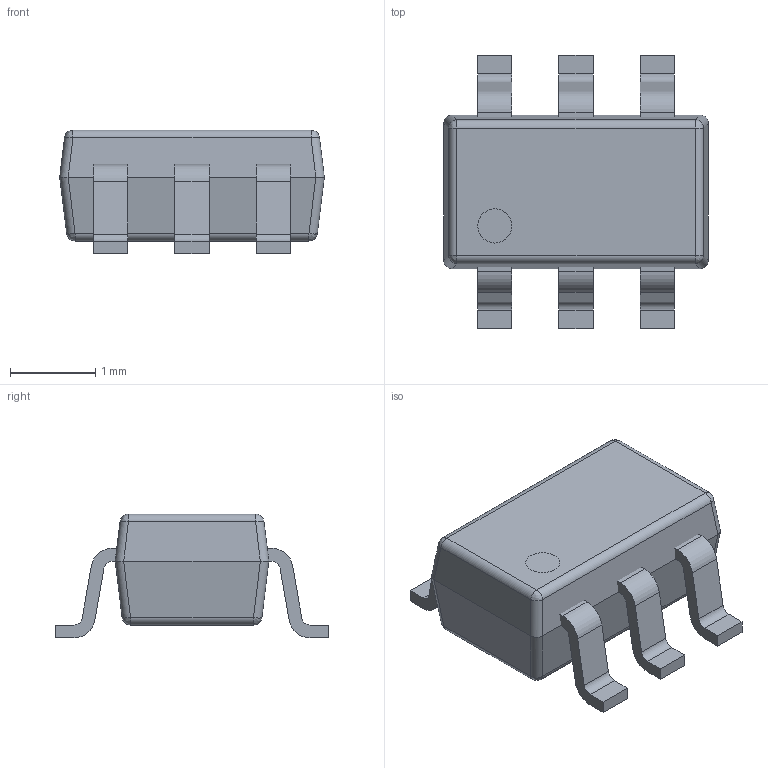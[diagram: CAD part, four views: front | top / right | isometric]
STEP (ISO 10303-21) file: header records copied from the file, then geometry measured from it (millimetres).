
FILE_DESCRIPTION (( 'STEP AP214' ), '1' );
FILE_NAME ('‎74LVC1G07SE-7.STEP', '2021-05-07T19:26:30', ( '' ), ( '' ), 'SwSTEP 2.0', 'SolidWorks 2019', '' );
FILE_SCHEMA (( 'AUTOMOTIVE_DESIGN' ));
Length unit declared in the file: millimetre
Products named in the file (1): ‎74LVC1G07SE-7
Bounding box: 3.1 x 3.2 x 1.45 mm (x, y, z)
Volume: 7.3 mm3; surface area: 32.6 mm2
Topology: 7 solids, 7 shells, 119 faces, 290 edges, 178 vertices
Faces by surface type: plane 71, cylinder 40, bspline 8
Entity records: 3609 total; most frequent: CARTESIAN_POINT 768, ORIENTED_EDGE 564, DIRECTION 560, EDGE_CURVE 282, LINE 204, VECTOR 204, VERTEX_POINT 178, AXIS2_PLACEMENT_3D 178
